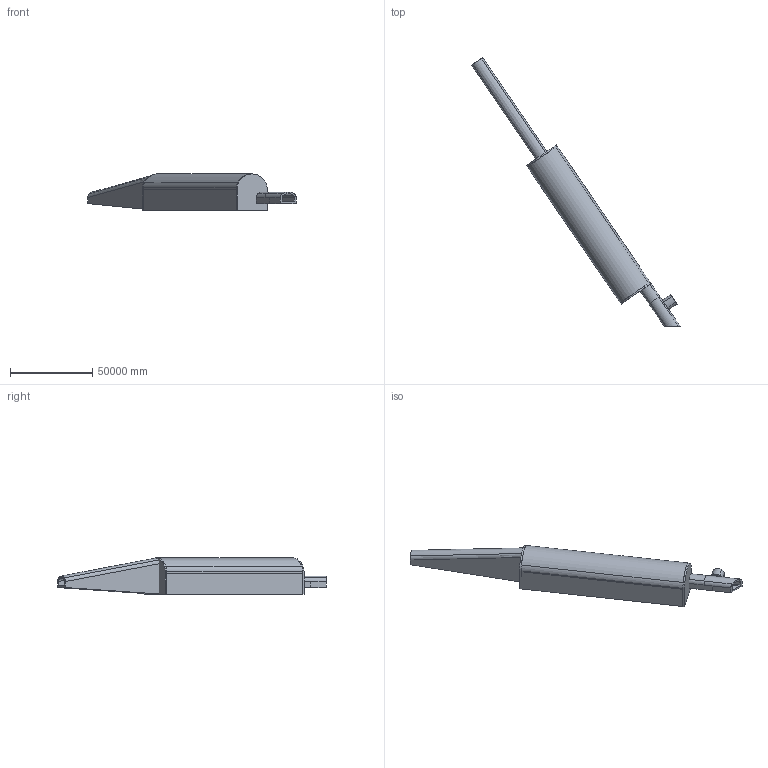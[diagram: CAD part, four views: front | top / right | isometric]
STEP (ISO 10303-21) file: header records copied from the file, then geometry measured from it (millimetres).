
FILE_DESCRIPTION(('OneSpaceDesigner STEP Export'),'2;1');
FILE_NAME('4850LabModuleAssy100-Cranes-15Mar10.stp','2010-03-18T 9:56:08',(''),(''),'OneSpace Designer STEP processor for AP214 (Solid Model)','OneSpace Modeling 15.50B 03-Nov-2007 (C) CoCreate Software GmbH','');
FILE_SCHEMA(('AUTOMOTIVE_DESIGN { 1 0 10303 214 1 1 1 1 }'));
Length unit declared in the file: millimetre
Products named in the file (109): CavernBack; EndWall-2.1; EndWall-2; Cavern; DriftTrans6x5-6x20; Drift6x5.2; EOR-LM2; CavernAssy2; ColSuppBlk1.2; CraneColumn1.7; CraneSuppBeam-Horiz1; ColTopPlate1.2; HorizBeamPlate1.15; ColSuppBlk1.1.12; CraneSuppAssy1; ColSuppBlk2.1.14; ColSuppBlk2.2.15; ColSuppBlk2; CraneColumn1.5; CraneSuppBeam-Horiz2; ColTopPlate1; HorizBeamPlate1.12; CraneSuppAssy2; MonorailBeam; DrumEndPlate1; DrumEndPlate2; Drum; SuppPlate1; TrolleyWheel1; TrolleyWheel2; Shaft1; Shaft2; TrolleySuppAssy1; SuppPlate4.1; TrolleyWhee4.1; TrolleyWheel4.2; Shaft4.1; Shaft4.2; TrolleySuppAssy4; SuppPlate3.1 ...
Assembly tree (305 placements, depth 7):
  4850LabModuleAssy100-Cranes-15Mar10
    4850LabModuleAssy2-100
      CraneAssy3.1
        TrolleyAssy2-15T
          TrolleySupp-Diag1.1
          TrolleySupp-Diag1
          Trolley-15T
          TrolleySuppBeam-Horiz1
          TrolleySuppBeam-Horiz12
        TrolleyAssy1-15T.1
          TrolleySupp-Diag1.1
          TrolleySupp-Diag1
          Trolley-15T
          TrolleySuppBeam-Horiz1
          TrolleySuppBeam-Horiz12
        MonorailAssy
          MonorailSuppBlk1.28  x48
          Hoist-40T2
            Block3
            Block2
            Block1
            Hook
            Pin2
            Pin1
            TrolleySuppAssy2
              Shaft2.2
              Shaft2.1
              TrolleyWheel2.2
              TrolleyWhee2.1
              SuppPlate2.1
            TrolleySuppAssy3
              Shaft3.2
              Shaft3.1
              TrolleyWheel3.2
              TrolleyWheel3.1
              SuppPlate3.1
            TrolleySuppAssy4
              Shaft4.2
              Shaft4.1
              TrolleyWheel4.2
              TrolleyWhee4.1
              SuppPlate4.1
            TrolleySuppAssy1
              Shaft2
              Shaft1
              TrolleyWheel2
              TrolleyWheel1
              SuppPlate1
            Drum
            DrumEndPlate2
            DrumEndPlate1
          Hoist-40T1
            Block3
            Block2
            Block1
            Hook
            Pin2
            Pin1
            TrolleySuppAssy2
              Shaft2.2
Bounding box: 126611.12 x 163147.09 x 22000 mm (x, y, z)
Volume: 11933301890101.5 mm3; surface area: 26087281986.3 mm2
Topology: 286 solids, 286 shells, 2741 faces, 6396 edges, 4231 vertices
Faces by surface type: plane 2254, cylinder 439, torus 40, extrusion 8
Entity records: 31206 total; most frequent: CARTESIAN_POINT 5397, DIRECTION 4753, ORIENTED_EDGE 4464, EDGE_CURVE 2232, AXIS2_PLACEMENT_3D 1619, VECTOR 1515, LINE 1507, VERTEX_POINT 1455
